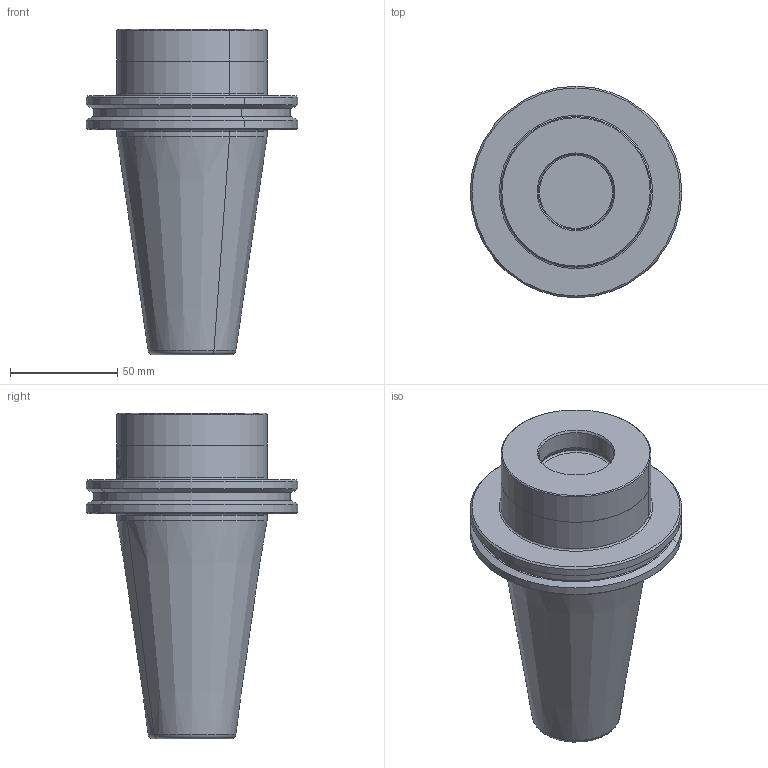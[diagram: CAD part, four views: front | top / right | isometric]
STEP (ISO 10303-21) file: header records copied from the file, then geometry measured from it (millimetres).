
FILE_DESCRIPTION((''),'2;1');
FILE_NAME('30320136-CD1','2012-09-19T',('brunnert'),(''),'PRO/ENGINEER BY PARAMETRIC TECHNOLOGY CORPORATION, 2011220','PRO/ENGINEER BY PARAMETRIC TECHNOLOGY CORPORATION, 2011220','');
FILE_SCHEMA(('AUTOMOTIVE_DESIGN_CC2 { 1 2 10303 214 -1 1 5 2 }'));
Length unit declared in the file: millimetre
Products named in the file (1): 30320136-CD1
Bounding box: 98.42 x 98.42 x 151.6 mm (x, y, z)
Volume: 481995.6 mm3; surface area: 44881.3 mm2
Topology: 1 solids, 1 shells, 523 faces, 1535 edges, 1048 vertices
Faces by surface type: plane 451, cylinder 37, cone 18, torus 10, extrusion 7
Entity records: 22471 total; most frequent: CARTESIAN_POINT 4951, ORIENTED_EDGE 2906, DIRECTION 2004, PRESENTATION_STYLE_ASSIGNMENT 1583, STYLED_ITEM 1569, CURVE_STYLE 1553, EDGE_CURVE 1453, VERTEX_POINT 958
